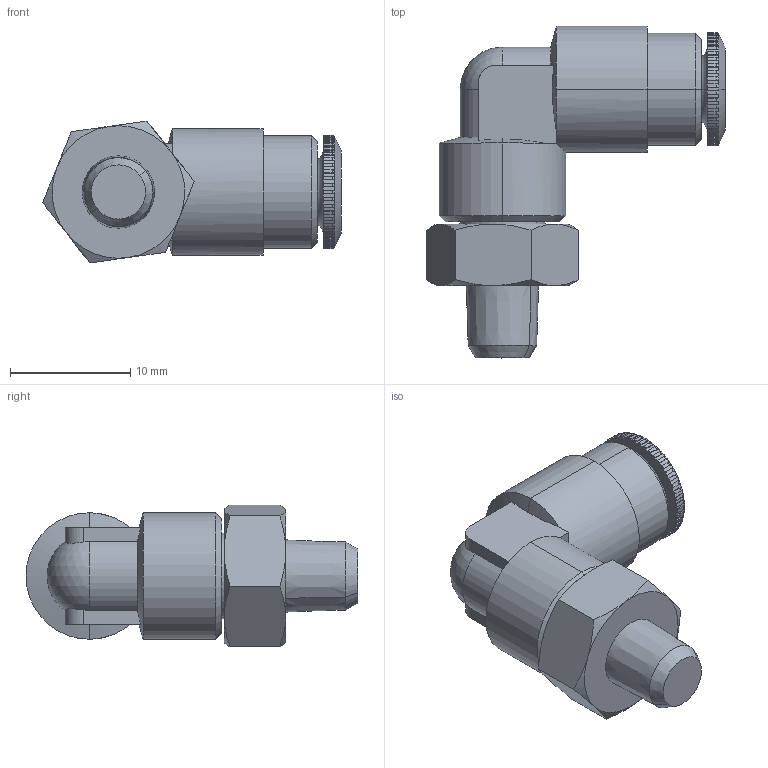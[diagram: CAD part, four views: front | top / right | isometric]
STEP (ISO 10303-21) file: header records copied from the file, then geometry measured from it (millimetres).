
FILE_DESCRIPTION (( 'STEP AP214' ), '1' );
FILE_NAME ('5811100001A.step', '2012-10-16T19:16:01', ( '' ), ( '' ), 'SwSTEP 2.0', 'SolidWorks 2012', '' );
FILE_SCHEMA (( 'AUTOMOTIVE_DESIGN' ));
Length unit declared in the file: millimetre
Products named in the file (1): 5811100001A
Bounding box: 24.79 x 27.55 x 11.78 mm (x, y, z)
Volume: 2731.4 mm3; surface area: 1540.5 mm2
Topology: 1 solids, 1 shells, 269 faces, 753 edges, 492 vertices
Faces by surface type: plane 174, cylinder 62, cone 28, torus 4, sphere 1
Entity records: 9200 total; most frequent: CARTESIAN_POINT 2174, ORIENTED_EDGE 1506, DIRECTION 1268, EDGE_CURVE 753, VERTEX_POINT 492, AXIS2_PLACEMENT_3D 436, VECTOR 396, LINE 396
